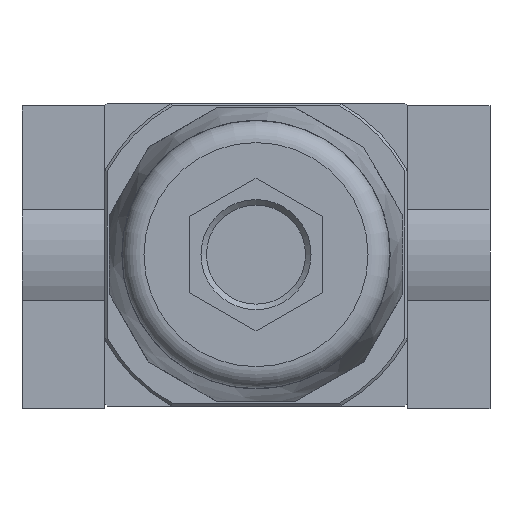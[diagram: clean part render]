
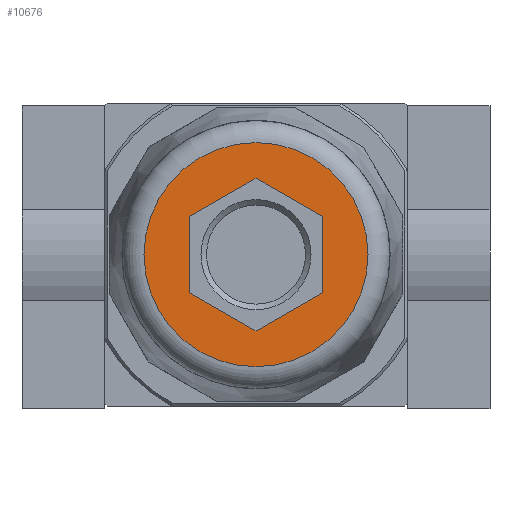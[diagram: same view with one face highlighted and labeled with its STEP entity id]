
A CAD part, front view. The second image highlights one B-rep face of the part: STEP entity #10676.
In plain terms, the highlighted planar face has unit normal (0, -1, 0).
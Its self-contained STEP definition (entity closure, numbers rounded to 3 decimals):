
#750=CIRCLE('',#11411,20.35);
#2116=ORIENTED_EDGE('',*,*,#3996,.T.);
#2117=ORIENTED_EDGE('',*,*,#3997,.T.);
#2118=ORIENTED_EDGE('',*,*,#3998,.T.);
#2119=ORIENTED_EDGE('',*,*,#3999,.T.);
#2120=ORIENTED_EDGE('',*,*,#4000,.T.);
#2121=ORIENTED_EDGE('',*,*,#4001,.T.);
#2122=ORIENTED_EDGE('',*,*,#4002,.T.);
#3996=EDGE_CURVE('',#5001,#5001,#750,.T.);
#3997=EDGE_CURVE('',#5002,#5003,#5628,.T.);
#3998=EDGE_CURVE('',#5003,#5004,#5629,.T.);
#3999=EDGE_CURVE('',#5004,#5005,#5630,.T.);
#4000=EDGE_CURVE('',#5005,#5006,#5631,.T.);
#4001=EDGE_CURVE('',#5006,#5007,#5632,.T.);
#4002=EDGE_CURVE('',#5007,#5002,#5633,.T.);
#5001=VERTEX_POINT('',#16218);
#5002=VERTEX_POINT('',#16220);
#5003=VERTEX_POINT('',#16221);
#5004=VERTEX_POINT('',#16223);
#5005=VERTEX_POINT('',#16225);
#5006=VERTEX_POINT('',#16227);
#5007=VERTEX_POINT('',#16229);
#5628=LINE('',#16219,#6192);
#5629=LINE('',#16222,#6193);
#5630=LINE('',#16224,#6194);
#5631=LINE('',#16226,#6195);
#5632=LINE('',#16228,#6196);
#5633=LINE('',#16230,#6197);
#6192=VECTOR('',#13036,1000.);
#6193=VECTOR('',#13037,1000.);
#6194=VECTOR('',#13038,1000.);
#6195=VECTOR('',#13039,1000.);
#6196=VECTOR('',#13040,1000.);
#6197=VECTOR('',#13041,1000.);
#6755=EDGE_LOOP('',(#2116));
#6756=EDGE_LOOP('',(#2117,#2118,#2119,#2120,#2121,#2122));
#7404=FACE_BOUND('',#6755,.T.);
#7405=FACE_BOUND('',#6756,.T.);
#7892=PLANE('',#11410);
#10676=ADVANCED_FACE('',(#7404,#7405),#7892,.T.);
#11410=AXIS2_PLACEMENT_3D('',#16216,#13032,#13033);
#11411=AXIS2_PLACEMENT_3D('',#16217,#13034,#13035);
#13032=DIRECTION('',(0.,-1.,0.));
#13033=DIRECTION('',(0.,0.,-1.));
#13034=DIRECTION('',(0.,-1.,0.));
#13035=DIRECTION('',(0.,0.,-1.));
#13036=DIRECTION('',(0.,0.,1.));
#13037=DIRECTION('',(0.866,0.,0.5));
#13038=DIRECTION('',(0.866,0.,-0.5));
#13039=DIRECTION('',(0.,0.,-1.));
#13040=DIRECTION('',(-0.866,0.,-0.5));
#13041=DIRECTION('',(-0.866,0.,0.5));
#16216=CARTESIAN_POINT('',(14.4,-146.,0.));
#16217=CARTESIAN_POINT('',(0.,-146.,0.));
#16218=CARTESIAN_POINT('',(0.,-146.,-20.35));
#16219=CARTESIAN_POINT('',(-12.,-146.,-6.928));
#16220=CARTESIAN_POINT('',(-12.,-146.,-6.928));
#16221=CARTESIAN_POINT('',(-12.,-146.,6.928));
#16222=CARTESIAN_POINT('',(-12.,-146.,6.928));
#16223=CARTESIAN_POINT('',(0.,-146.,13.856));
#16224=CARTESIAN_POINT('',(0.,-146.,13.856));
#16225=CARTESIAN_POINT('',(12.,-146.,6.928));
#16226=CARTESIAN_POINT('',(12.,-146.,6.928));
#16227=CARTESIAN_POINT('',(12.,-146.,-6.928));
#16228=CARTESIAN_POINT('',(12.,-146.,-6.928));
#16229=CARTESIAN_POINT('',(0.,-146.,-13.856));
#16230=CARTESIAN_POINT('',(0.,-146.,-13.856));
